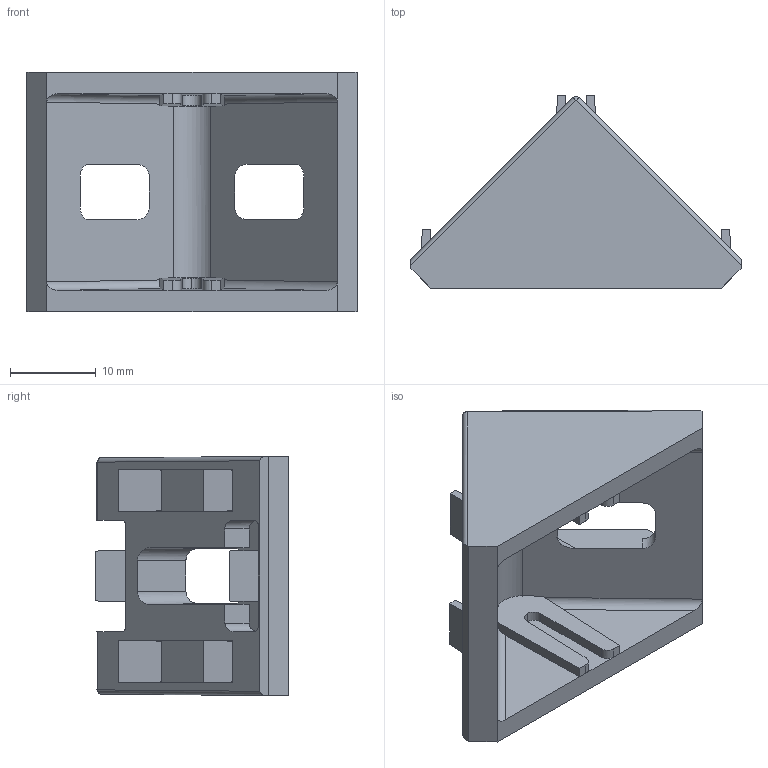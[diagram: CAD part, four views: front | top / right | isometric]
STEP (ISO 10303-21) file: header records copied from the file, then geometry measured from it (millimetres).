
FILE_DESCRIPTION (( 'STEP AP214' ), '1' );
FILE_NAME ('093w301n06r.STEP', '2014-08-20T13:16:15', ( '' ), ( '' ), 'SwSTEP 2.0', 'SolidWorks 2014', '' );
FILE_SCHEMA (( 'AUTOMOTIVE_DESIGN' ));
Length unit declared in the file: millimetre
Products named in the file (1): 093w301n06r
Bounding box: 38.6 x 22.57 x 28 mm (x, y, z)
Volume: 5963.2 mm3; surface area: 5084.7 mm2
Topology: 1 solids, 1 shells, 145 faces, 391 edges, 254 vertices
Faces by surface type: plane 107, cylinder 36, sphere 2
Entity records: 4481 total; most frequent: CARTESIAN_POINT 983, ORIENTED_EDGE 774, DIRECTION 639, EDGE_CURVE 387, LINE 303, VECTOR 303, VERTEX_POINT 252, AXIS2_PLACEMENT_3D 168
